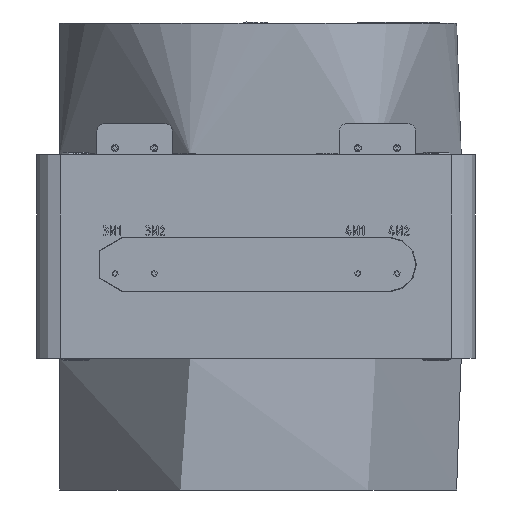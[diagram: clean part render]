
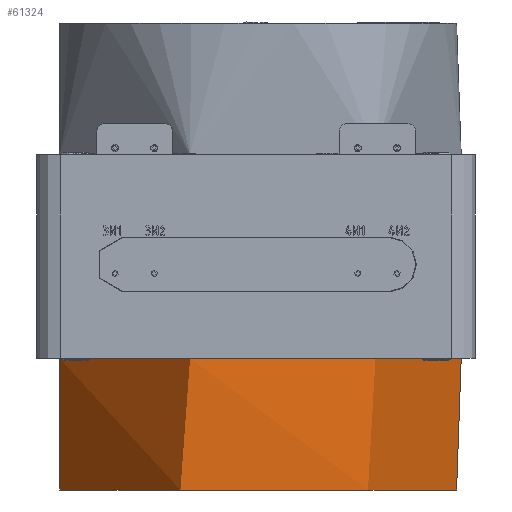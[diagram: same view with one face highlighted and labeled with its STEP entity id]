
A CAD part, front view. The second image highlights one B-rep face of the part: STEP entity #61324.
In plain terms, the highlighted conical face has half-angle 2 degrees and reference radius 131 mm.
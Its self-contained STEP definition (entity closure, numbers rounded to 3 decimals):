
#1140 = VERTEX_POINT ( 'NONE', #188094 ) ;
#12623 = CARTESIAN_POINT ( 'NONE',  ( 0., 0., -65. ) ) ;
#12989 = CARTESIAN_POINT ( 'NONE',  ( 131., 0., -65. ) ) ;
#26629 = CARTESIAN_POINT ( 'NONE',  ( -125.367, -38., -65. ) ) ;
#27618 = DIRECTION ( 'NONE',  ( 1., 0., 0. ) ) ;
#30398 = AXIS2_PLACEMENT_3D ( 'NONE', #12623, #117120, #27618 ) ;
#31214 = VERTEX_POINT ( 'NONE', #12989 ) ;
#39982 = EDGE_CURVE ( 'NONE', #1140, #31214, #89175, .T. ) ;
#40055 = B_SPLINE_CURVE_WITH_KNOTS ( 'NONE', 3,
 ( #26629, #116118, #131211, #41583, #146216, #56597, #161249, #71733 ),
 .UNSPECIFIED., .F., .F.,
 ( 4, 2, 2, 4 ),
 ( 0.134, 0.177, 0.198, 0.219 ),
 .UNSPECIFIED. ) ;
#40903 = CONICAL_SURFACE ( 'NONE', #90196, 131., 0.035 ) ;
#41583 = CARTESIAN_POINT ( 'NONE',  ( -125.367, -31.606, -114.062 ) ) ;
#45031 = CARTESIAN_POINT ( 'NONE',  ( -125.367, -26.155, -149. ) ) ;
#55460 = VECTOR ( 'NONE', #138824, 1000. ) ;
#56036 = EDGE_LOOP ( 'NONE', ( #63105, #172567, #184899, #104803 ) ) ;
#56597 = CARTESIAN_POINT ( 'NONE',  ( -125.367, -28.464, -135.043 ) ) ;
#61188 = EDGE_CURVE ( 'NONE', #93141, #31214, #95228, .T. ) ;
#61324 = ADVANCED_FACE ( 'NONE', ( #85450 ), #40903, .T. ) ;
#63105 = ORIENTED_EDGE ( 'NONE', *, *, #112664, .T. ) ;
#65850 = CARTESIAN_POINT ( 'NONE',  ( 0., 0., -149. ) ) ;
#71733 = CARTESIAN_POINT ( 'NONE',  ( -125.367, -26.155, -149. ) ) ;
#80915 = DIRECTION ( 'NONE',  ( -1., 0., 0. ) ) ;
#84775 = EDGE_CURVE ( 'NONE', #1140, #108324, #40055, .T. ) ;
#85450 = FACE_OUTER_BOUND ( 'NONE', #56036, .T. ) ;
#89175 = CIRCLE ( 'NONE', #30398, 131. ) ;
#89226 = CARTESIAN_POINT ( 'NONE',  ( 0., 0., -65. ) ) ;
#90196 = AXIS2_PLACEMENT_3D ( 'NONE', #89226, #119259, #134271 ) ;
#93141 = VERTEX_POINT ( 'NONE', #172079 ) ;
#95228 = LINE ( 'NONE', #139477, #55460 ) ;
#104803 = ORIENTED_EDGE ( 'NONE', *, *, #84775, .T. ) ;
#108324 = VERTEX_POINT ( 'NONE', #45031 ) ;
#112664 = EDGE_CURVE ( 'NONE', #108324, #93141, #140293, .T. ) ;
#116118 = CARTESIAN_POINT ( 'NONE',  ( -125.367, -36.311, -79.034 ) ) ;
#117120 = DIRECTION ( 'NONE',  ( 0., 0., 1. ) ) ;
#119259 = DIRECTION ( 'NONE',  ( 0., 0., 1. ) ) ;
#131211 = CARTESIAN_POINT ( 'NONE',  ( -125.367, -34.523, -93.056 ) ) ;
#134271 = DIRECTION ( 'NONE',  ( 1., 0., 0. ) ) ;
#138824 = DIRECTION ( 'NONE',  ( 0.035, 0., 0.999 ) ) ;
#139477 = CARTESIAN_POINT ( 'NONE',  ( 131., 0., -65. ) ) ;
#140293 = CIRCLE ( 'NONE', #154308, 128.067 ) ;
#146216 = CARTESIAN_POINT ( 'NONE',  ( -125.367, -30.594, -121.06 ) ) ;
#154308 = AXIS2_PLACEMENT_3D ( 'NONE', #65850, #170412, #80915 ) ;
#161249 = CARTESIAN_POINT ( 'NONE',  ( -125.367, -27.347, -142.03 ) ) ;
#170412 = DIRECTION ( 'NONE',  ( 0., 0., 1. ) ) ;
#172079 = CARTESIAN_POINT ( 'NONE',  ( 128.067, 0., -149. ) ) ;
#172567 = ORIENTED_EDGE ( 'NONE', *, *, #61188, .T. ) ;
#184899 = ORIENTED_EDGE ( 'NONE', *, *, #39982, .F. ) ;
#188094 = CARTESIAN_POINT ( 'NONE',  ( -125.367, -38., -65. ) ) ;
